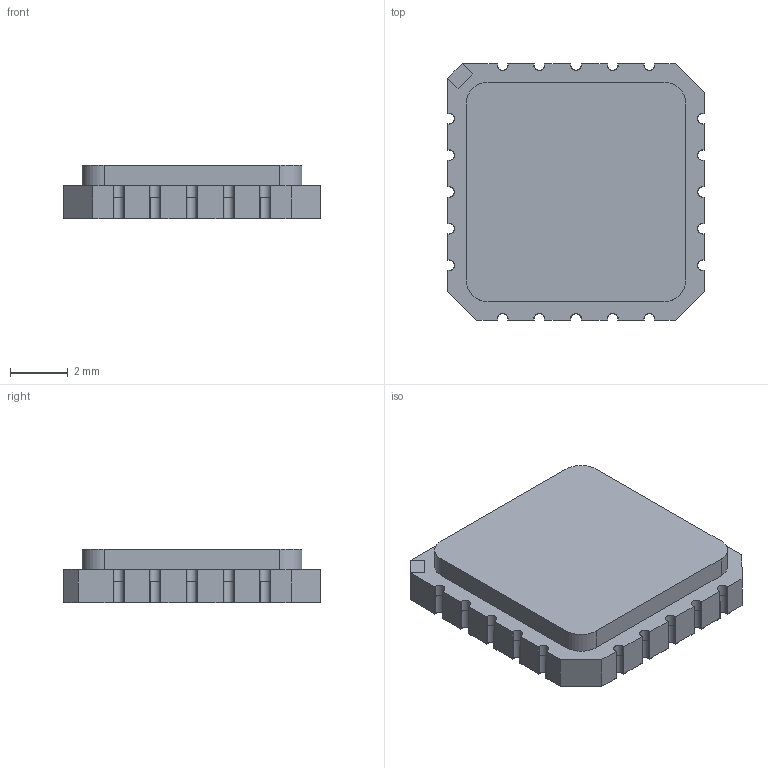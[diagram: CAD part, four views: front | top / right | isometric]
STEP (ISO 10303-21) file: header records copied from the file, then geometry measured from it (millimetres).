
FILE_DESCRIPTION((''),'2;1');
FILE_NAME('FK0020A_ASM','2023-01-13T06:42:21',('a0412086'),(''),'CREO PARAMETRIC BY PTC INC, 2018500','CREO PARAMETRIC BY PTC INC, 2018500','');
FILE_SCHEMA(('CONFIG_CONTROL_DESIGN','SHAPE_APPEARANCE_LAYERS_GROUPS'));
Length unit declared in the file: millimetre
Products named in the file (4): FK0020A_GOLD_PADS; FK0020A_CERAMIC_BODY; FK0020A_LID; FK0020A_ASM
Assembly tree (3 placements, depth 2):
  FK0020A_ASM
    FK0020A_GOLD_PADS
    FK0020A_CERAMIC_BODY
    FK0020A_LID
Bounding box: 8.89 x 8.89 x 1.86 mm (x, y, z)
Volume: 127.5 mm3; surface area: 384.1 mm2
Topology: 22 solids, 22 shells, 392 faces, 1042 edges, 694 vertices
Faces by surface type: plane 328, cylinder 64
Entity records: 15466 total; most frequent: CARTESIAN_POINT 2135, ORIENTED_EDGE 2084, DIRECTION 1968, PRESENTATION_STYLE_ASSIGNMENT 1068, STYLED_ITEM 1064, CURVE_STYLE 1042, EDGE_CURVE 1042, VECTOR 914
